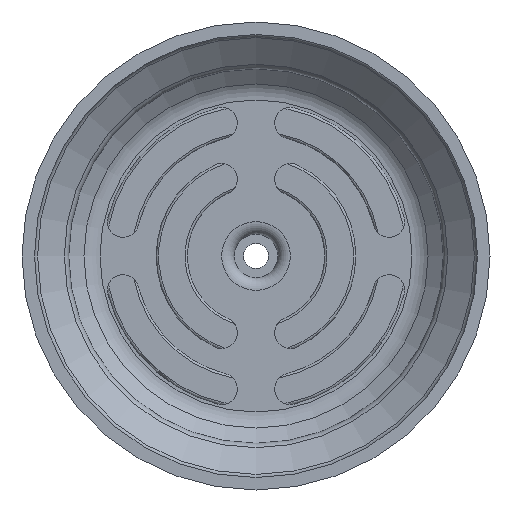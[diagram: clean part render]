
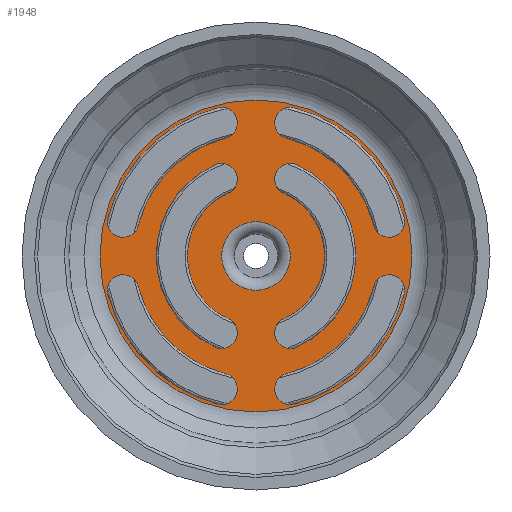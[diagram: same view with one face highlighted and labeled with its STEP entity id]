
A CAD part, front view. The second image highlights one B-rep face of the part: STEP entity #1948.
In plain terms, the highlighted planar face has unit normal (0, -1, 0).
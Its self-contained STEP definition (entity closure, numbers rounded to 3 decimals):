
#208=ORIENTED_EDGE('',*,*,#563,.T.);
#209=ORIENTED_EDGE('',*,*,#564,.T.);
#210=ORIENTED_EDGE('',*,*,#565,.T.);
#211=ORIENTED_EDGE('',*,*,#566,.T.);
#212=ORIENTED_EDGE('',*,*,#567,.F.);
#213=ORIENTED_EDGE('',*,*,#568,.T.);
#214=ORIENTED_EDGE('',*,*,#569,.T.);
#215=ORIENTED_EDGE('',*,*,#570,.F.);
#216=ORIENTED_EDGE('',*,*,#571,.T.);
#217=ORIENTED_EDGE('',*,*,#572,.T.);
#218=ORIENTED_EDGE('',*,*,#573,.T.);
#219=ORIENTED_EDGE('',*,*,#574,.T.);
#220=ORIENTED_EDGE('',*,*,#575,.F.);
#221=ORIENTED_EDGE('',*,*,#576,.T.);
#222=ORIENTED_EDGE('',*,*,#577,.F.);
#223=ORIENTED_EDGE('',*,*,#578,.T.);
#224=ORIENTED_EDGE('',*,*,#579,.T.);
#225=ORIENTED_EDGE('',*,*,#562,.F.);
#226=ORIENTED_EDGE('',*,*,#580,.T.);
#227=ORIENTED_EDGE('',*,*,#581,.T.);
#228=ORIENTED_EDGE('',*,*,#582,.T.);
#229=ORIENTED_EDGE('',*,*,#583,.F.);
#230=ORIENTED_EDGE('',*,*,#584,.T.);
#231=ORIENTED_EDGE('',*,*,#585,.T.);
#232=ORIENTED_EDGE('',*,*,#586,.T.);
#233=ORIENTED_EDGE('',*,*,#587,.F.);
#562=EDGE_CURVE('',#740,#740,#870,.T.);
#563=EDGE_CURVE('',#741,#741,#871,.T.);
#564=EDGE_CURVE('',#742,#743,#872,.T.);
#565=EDGE_CURVE('',#743,#744,#873,.T.);
#566=EDGE_CURVE('',#744,#745,#874,.T.);
#567=EDGE_CURVE('',#742,#745,#875,.T.);
#568=EDGE_CURVE('',#746,#747,#876,.T.);
#569=EDGE_CURVE('',#747,#748,#877,.T.);
#570=EDGE_CURVE('',#749,#748,#878,.T.);
#571=EDGE_CURVE('',#749,#746,#879,.T.);
#572=EDGE_CURVE('',#750,#751,#880,.T.);
#573=EDGE_CURVE('',#751,#752,#881,.T.);
#574=EDGE_CURVE('',#752,#753,#882,.T.);
#575=EDGE_CURVE('',#750,#753,#883,.T.);
#576=EDGE_CURVE('',#754,#755,#884,.T.);
#577=EDGE_CURVE('',#756,#755,#885,.T.);
#578=EDGE_CURVE('',#756,#757,#886,.T.);
#579=EDGE_CURVE('',#757,#754,#887,.T.);
#580=EDGE_CURVE('',#758,#759,#888,.T.);
#581=EDGE_CURVE('',#759,#760,#889,.T.);
#582=EDGE_CURVE('',#760,#761,#890,.T.);
#583=EDGE_CURVE('',#758,#761,#891,.T.);
#584=EDGE_CURVE('',#762,#763,#892,.T.);
#585=EDGE_CURVE('',#763,#764,#893,.T.);
#586=EDGE_CURVE('',#764,#765,#894,.T.);
#587=EDGE_CURVE('',#762,#765,#895,.T.);
#740=VERTEX_POINT('',#2699);
#741=VERTEX_POINT('',#2702);
#742=VERTEX_POINT('',#2704);
#743=VERTEX_POINT('',#2705);
#744=VERTEX_POINT('',#2707);
#745=VERTEX_POINT('',#2709);
#746=VERTEX_POINT('',#2712);
#747=VERTEX_POINT('',#2713);
#748=VERTEX_POINT('',#2715);
#749=VERTEX_POINT('',#2717);
#750=VERTEX_POINT('',#2720);
#751=VERTEX_POINT('',#2721);
#752=VERTEX_POINT('',#2723);
#753=VERTEX_POINT('',#2725);
#754=VERTEX_POINT('',#2728);
#755=VERTEX_POINT('',#2729);
#756=VERTEX_POINT('',#2731);
#757=VERTEX_POINT('',#2733);
#758=VERTEX_POINT('',#2736);
#759=VERTEX_POINT('',#2737);
#760=VERTEX_POINT('',#2739);
#761=VERTEX_POINT('',#2741);
#762=VERTEX_POINT('',#2744);
#763=VERTEX_POINT('',#2745);
#764=VERTEX_POINT('',#2747);
#765=VERTEX_POINT('',#2749);
#870=CIRCLE('',#2052,5.5);
#871=CIRCLE('',#2054,24.995);
#872=CIRCLE('',#2055,2.5);
#873=CIRCLE('',#2056,24.5);
#874=CIRCLE('',#2057,2.5);
#875=CIRCLE('',#2058,19.5);
#876=CIRCLE('',#2059,24.5);
#877=CIRCLE('',#2060,2.5);
#878=CIRCLE('',#2061,19.5);
#879=CIRCLE('',#2062,2.5);
#880=CIRCLE('',#2063,2.5);
#881=CIRCLE('',#2064,24.5);
#882=CIRCLE('',#2065,2.5);
#883=CIRCLE('',#2066,19.5);
#884=CIRCLE('',#2067,2.5);
#885=CIRCLE('',#2068,19.5);
#886=CIRCLE('',#2069,2.5);
#887=CIRCLE('',#2070,24.5);
#888=CIRCLE('',#2071,2.5);
#889=CIRCLE('',#2072,16.);
#890=CIRCLE('',#2073,2.5);
#891=CIRCLE('',#2074,11.);
#892=CIRCLE('',#2075,2.5);
#893=CIRCLE('',#2076,16.);
#894=CIRCLE('',#2077,2.5);
#895=CIRCLE('',#2078,11.);
#978=EDGE_LOOP('',(#208));
#979=EDGE_LOOP('',(#209,#210,#211,#212));
#980=EDGE_LOOP('',(#213,#214,#215,#216));
#981=EDGE_LOOP('',(#217,#218,#219,#220));
#982=EDGE_LOOP('',(#221,#222,#223,#224));
#983=EDGE_LOOP('',(#225));
#984=EDGE_LOOP('',(#226,#227,#228,#229));
#985=EDGE_LOOP('',(#230,#231,#232,#233));
#1120=FACE_BOUND('',#978,.T.);
#1121=FACE_BOUND('',#979,.T.);
#1122=FACE_BOUND('',#980,.T.);
#1123=FACE_BOUND('',#981,.T.);
#1124=FACE_BOUND('',#982,.T.);
#1125=FACE_BOUND('',#983,.T.);
#1126=FACE_BOUND('',#984,.T.);
#1127=FACE_BOUND('',#985,.T.);
#1257=PLANE('',#2053);
#1948=ADVANCED_FACE('',(#1120,#1121,#1122,#1123,#1124,#1125,#1126,#1127),
#1257,.T.);
#2052=AXIS2_PLACEMENT_3D('',#2698,#2262,#2263);
#2053=AXIS2_PLACEMENT_3D('',#2700,#2264,#2265);
#2054=AXIS2_PLACEMENT_3D('',#2701,#2266,#2267);
#2055=AXIS2_PLACEMENT_3D('',#2703,#2268,#2269);
#2056=AXIS2_PLACEMENT_3D('',#2706,#2270,#2271);
#2057=AXIS2_PLACEMENT_3D('',#2708,#2272,#2273);
#2058=AXIS2_PLACEMENT_3D('',#2710,#2274,#2275);
#2059=AXIS2_PLACEMENT_3D('',#2711,#2276,#2277);
#2060=AXIS2_PLACEMENT_3D('',#2714,#2278,#2279);
#2061=AXIS2_PLACEMENT_3D('',#2716,#2280,#2281);
#2062=AXIS2_PLACEMENT_3D('',#2718,#2282,#2283);
#2063=AXIS2_PLACEMENT_3D('',#2719,#2284,#2285);
#2064=AXIS2_PLACEMENT_3D('',#2722,#2286,#2287);
#2065=AXIS2_PLACEMENT_3D('',#2724,#2288,#2289);
#2066=AXIS2_PLACEMENT_3D('',#2726,#2290,#2291);
#2067=AXIS2_PLACEMENT_3D('',#2727,#2292,#2293);
#2068=AXIS2_PLACEMENT_3D('',#2730,#2294,#2295);
#2069=AXIS2_PLACEMENT_3D('',#2732,#2296,#2297);
#2070=AXIS2_PLACEMENT_3D('',#2734,#2298,#2299);
#2071=AXIS2_PLACEMENT_3D('',#2735,#2300,#2301);
#2072=AXIS2_PLACEMENT_3D('',#2738,#2302,#2303);
#2073=AXIS2_PLACEMENT_3D('',#2740,#2304,#2305);
#2074=AXIS2_PLACEMENT_3D('',#2742,#2306,#2307);
#2075=AXIS2_PLACEMENT_3D('',#2743,#2308,#2309);
#2076=AXIS2_PLACEMENT_3D('',#2746,#2310,#2311);
#2077=AXIS2_PLACEMENT_3D('',#2748,#2312,#2313);
#2078=AXIS2_PLACEMENT_3D('',#2750,#2314,#2315);
#2262=DIRECTION('',(0.,-1.,0.));
#2263=DIRECTION('',(0.,0.,-1.));
#2264=DIRECTION('',(0.,-1.,0.));
#2265=DIRECTION('',(0.,0.,-1.));
#2266=DIRECTION('',(0.,-1.,0.));
#2267=DIRECTION('',(0.,0.,-1.));
#2268=DIRECTION('',(0.,1.,0.));
#2269=DIRECTION('',(1.,0.,0.));
#2270=DIRECTION('',(0.,1.,0.));
#2271=DIRECTION('',(1.,0.,0.));
#2272=DIRECTION('',(0.,1.,0.));
#2273=DIRECTION('',(1.,0.,0.));
#2274=DIRECTION('',(0.,1.,0.));
#2275=DIRECTION('',(1.,0.,0.));
#2276=DIRECTION('',(0.,1.,0.));
#2277=DIRECTION('',(1.,0.,0.));
#2278=DIRECTION('',(0.,1.,0.));
#2279=DIRECTION('',(1.,0.,0.));
#2280=DIRECTION('',(0.,1.,0.));
#2281=DIRECTION('',(1.,0.,0.));
#2282=DIRECTION('',(0.,1.,0.));
#2283=DIRECTION('',(1.,0.,0.));
#2284=DIRECTION('',(0.,1.,0.));
#2285=DIRECTION('',(1.,0.,0.));
#2286=DIRECTION('',(0.,1.,0.));
#2287=DIRECTION('',(1.,0.,0.));
#2288=DIRECTION('',(0.,1.,0.));
#2289=DIRECTION('',(1.,0.,0.));
#2290=DIRECTION('',(0.,1.,0.));
#2291=DIRECTION('',(1.,0.,0.));
#2292=DIRECTION('',(0.,1.,0.));
#2293=DIRECTION('',(1.,0.,0.));
#2294=DIRECTION('',(0.,1.,0.));
#2295=DIRECTION('',(1.,0.,0.));
#2296=DIRECTION('',(0.,1.,0.));
#2297=DIRECTION('',(1.,0.,0.));
#2298=DIRECTION('',(0.,1.,0.));
#2299=DIRECTION('',(1.,0.,0.));
#2300=DIRECTION('',(0.,1.,0.));
#2301=DIRECTION('',(1.,0.,0.));
#2302=DIRECTION('',(0.,1.,0.));
#2303=DIRECTION('',(1.,0.,0.));
#2304=DIRECTION('',(0.,1.,0.));
#2305=DIRECTION('',(1.,0.,0.));
#2306=DIRECTION('',(0.,1.,0.));
#2307=DIRECTION('',(1.,0.,0.));
#2308=DIRECTION('',(0.,1.,0.));
#2309=DIRECTION('',(1.,0.,0.));
#2310=DIRECTION('',(0.,1.,0.));
#2311=DIRECTION('',(1.,0.,0.));
#2312=DIRECTION('',(0.,1.,0.));
#2313=DIRECTION('',(1.,0.,0.));
#2314=DIRECTION('',(0.,1.,0.));
#2315=DIRECTION('',(1.,0.,0.));
#2698=CARTESIAN_POINT('',(0.,20.5,0.));
#2699=CARTESIAN_POINT('',(0.,20.5,-5.5));
#2700=CARTESIAN_POINT('',(24.9,20.5,0.));
#2701=CARTESIAN_POINT('',(0.,20.5,0.));
#2702=CARTESIAN_POINT('',(0.,20.5,-24.995));
#2703=CARTESIAN_POINT('',(-21.301,20.5,5.5));
#2704=CARTESIAN_POINT('',(-18.881,20.5,4.875));
#2705=CARTESIAN_POINT('',(-23.722,20.5,6.125));
#2706=CARTESIAN_POINT('',(0.,20.5,0.));
#2707=CARTESIAN_POINT('',(-6.125,20.5,23.722));
#2708=CARTESIAN_POINT('',(-5.5,20.5,21.301));
#2709=CARTESIAN_POINT('',(-4.875,20.5,18.881));
#2710=CARTESIAN_POINT('',(0.,20.5,0.));
#2711=CARTESIAN_POINT('',(0.,20.5,0.));
#2712=CARTESIAN_POINT('',(-6.125,20.5,-23.722));
#2713=CARTESIAN_POINT('',(-23.722,20.5,-6.125));
#2714=CARTESIAN_POINT('',(-21.301,20.5,-5.5));
#2715=CARTESIAN_POINT('',(-18.881,20.5,-4.875));
#2716=CARTESIAN_POINT('',(0.,20.5,0.));
#2717=CARTESIAN_POINT('',(-4.875,20.5,-18.881));
#2718=CARTESIAN_POINT('',(-5.5,20.5,-21.301));
#2719=CARTESIAN_POINT('',(5.5,20.5,21.301));
#2720=CARTESIAN_POINT('',(4.875,20.5,18.881));
#2721=CARTESIAN_POINT('',(6.125,20.5,23.722));
#2722=CARTESIAN_POINT('',(0.,20.5,0.));
#2723=CARTESIAN_POINT('',(23.722,20.5,6.125));
#2724=CARTESIAN_POINT('',(21.301,20.5,5.5));
#2725=CARTESIAN_POINT('',(18.881,20.5,4.875));
#2726=CARTESIAN_POINT('',(0.,20.5,0.));
#2727=CARTESIAN_POINT('',(5.5,20.5,-21.301));
#2728=CARTESIAN_POINT('',(6.125,20.5,-23.722));
#2729=CARTESIAN_POINT('',(4.875,20.5,-18.881));
#2730=CARTESIAN_POINT('',(0.,20.5,0.));
#2731=CARTESIAN_POINT('',(18.881,20.5,-4.875));
#2732=CARTESIAN_POINT('',(21.301,20.5,-5.5));
#2733=CARTESIAN_POINT('',(23.722,20.5,-6.125));
#2734=CARTESIAN_POINT('',(0.,20.5,0.));
#2735=CARTESIAN_POINT('',(-5.5,20.5,-12.329));
#2736=CARTESIAN_POINT('',(-4.481,20.5,-10.046));
#2737=CARTESIAN_POINT('',(-6.519,20.5,-14.612));
#2738=CARTESIAN_POINT('',(0.,20.5,0.));
#2739=CARTESIAN_POINT('',(-6.519,20.5,14.612));
#2740=CARTESIAN_POINT('',(-5.5,20.5,12.329));
#2741=CARTESIAN_POINT('',(-4.481,20.5,10.046));
#2742=CARTESIAN_POINT('',(0.,20.5,0.));
#2743=CARTESIAN_POINT('',(5.5,20.5,12.329));
#2744=CARTESIAN_POINT('',(4.481,20.5,10.046));
#2745=CARTESIAN_POINT('',(6.519,20.5,14.612));
#2746=CARTESIAN_POINT('',(0.,20.5,0.));
#2747=CARTESIAN_POINT('',(6.519,20.5,-14.612));
#2748=CARTESIAN_POINT('',(5.5,20.5,-12.329));
#2749=CARTESIAN_POINT('',(4.481,20.5,-10.046));
#2750=CARTESIAN_POINT('',(0.,20.5,0.));
